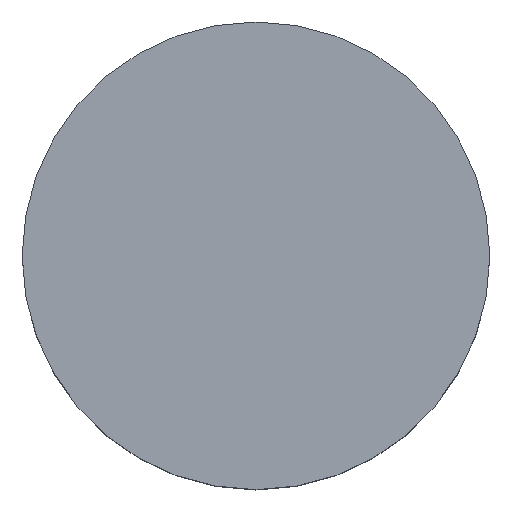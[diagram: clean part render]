
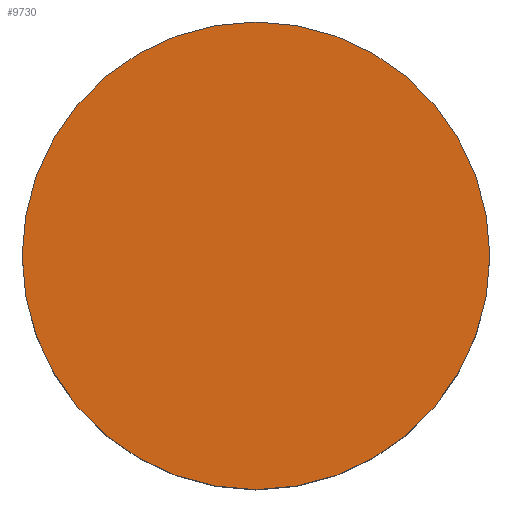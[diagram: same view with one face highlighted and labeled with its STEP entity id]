
A CAD part, top view. The second image highlights one B-rep face of the part: STEP entity #9730.
In plain terms, the highlighted planar face has unit normal (0, 0, 1).
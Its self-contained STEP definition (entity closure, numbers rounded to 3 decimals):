
#458 = CARTESIAN_POINT ( 'NONE',  ( 0., 0., 0. ) ) ;
#465 = PLANE ( 'NONE',  #3510 ) ;
#468 = DIRECTION ( 'NONE',  ( 0., 0., -1. ) ) ;
#469 = DIRECTION ( 'NONE',  ( -1., 0., 0. ) ) ;
#1171 = VERTEX_POINT ( 'NONE', #6993 ) ;
#1172 = VERTEX_POINT ( 'NONE', #6992 ) ;
#1932 = ORIENTED_EDGE ( 'NONE', *, *, #2763, .T. ) ;
#2001 = ORIENTED_EDGE ( 'NONE', *, *, #2905, .T. ) ;
#2242 = CARTESIAN_POINT ( 'NONE',  ( 0., 0., 0. ) ) ;
#2243 = DIRECTION ( 'NONE',  ( 0., 0., 1. ) ) ;
#2244 = DIRECTION ( 'NONE',  ( 1., 0., 0. ) ) ;
#2763 = EDGE_CURVE ( 'NONE', #1172, #1171, #6072, .T. ) ;
#2905 = EDGE_CURVE ( 'NONE', #1171, #1172, #6285, .T. ) ;
#3191 = AXIS2_PLACEMENT_3D ( 'NONE', #2242, #2243, #2244 ) ;
#3262 = AXIS2_PLACEMENT_3D ( 'NONE', #9271, #9272, #9273 ) ;
#3510 = AXIS2_PLACEMENT_3D ( 'NONE', #458, #468, #469 ) ;
#4063 = FACE_OUTER_BOUND ( 'NONE', #7858, .T. ) ;
#6072 = CIRCLE ( 'NONE', #3191, 0.9 ) ;
#6285 = CIRCLE ( 'NONE', #3262, 0.9 ) ;
#6992 = CARTESIAN_POINT ( 'NONE',  ( -0.9, 0., 0. ) ) ;
#6993 = CARTESIAN_POINT ( 'NONE',  ( 0.9, 0., 0. ) ) ;
#7858 = EDGE_LOOP ( 'NONE', ( #2001, #1932 ) ) ;
#9271 = CARTESIAN_POINT ( 'NONE',  ( 0., 0., 0. ) ) ;
#9272 = DIRECTION ( 'NONE',  ( 0., 0., 1. ) ) ;
#9273 = DIRECTION ( 'NONE',  ( 1., 0., 0. ) ) ;
#9730 = ADVANCED_FACE ( 'NONE', ( #4063 ), #465, .F. ) ;
